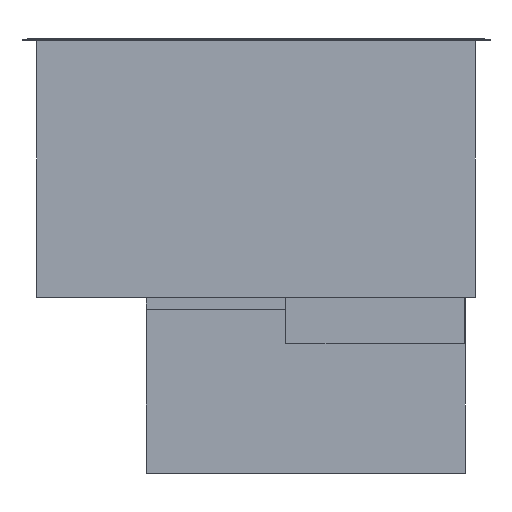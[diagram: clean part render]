
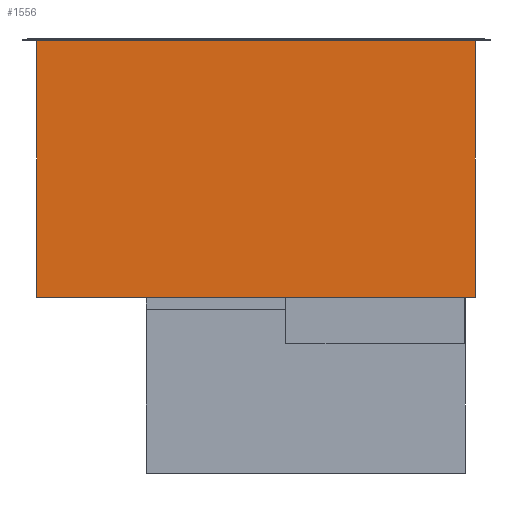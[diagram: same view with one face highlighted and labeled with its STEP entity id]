
A CAD part, left-side view. The second image highlights one B-rep face of the part: STEP entity #1556.
In plain terms, the highlighted planar face has unit normal (-1, 0, 0).
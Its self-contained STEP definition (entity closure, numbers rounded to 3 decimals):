
#98=FACE_OUTER_BOUND('',#192,.T.);
#192=EDGE_LOOP('',(#1213,#1214,#1215,#1216));
#359=LINE('',#2391,#561);
#360=LINE('',#2393,#562);
#361=LINE('',#2395,#563);
#362=LINE('',#2396,#564);
#561=VECTOR('',#1953,10.);
#562=VECTOR('',#1954,10.);
#563=VECTOR('',#1955,10.);
#564=VECTOR('',#1956,10.);
#727=VERTEX_POINT('',#2389);
#728=VERTEX_POINT('',#2390);
#729=VERTEX_POINT('',#2392);
#730=VERTEX_POINT('',#2394);
#903=EDGE_CURVE('',#727,#728,#359,.T.);
#904=EDGE_CURVE('',#728,#729,#360,.T.);
#905=EDGE_CURVE('',#730,#729,#361,.T.);
#906=EDGE_CURVE('',#727,#730,#362,.T.);
#1213=ORIENTED_EDGE('',*,*,#903,.T.);
#1214=ORIENTED_EDGE('',*,*,#904,.T.);
#1215=ORIENTED_EDGE('',*,*,#905,.F.);
#1216=ORIENTED_EDGE('',*,*,#906,.F.);
#1465=PLANE('',#1676);
#1556=ADVANCED_FACE('',(#98),#1465,.T.);
#1676=AXIS2_PLACEMENT_3D('',#2388,#1951,#1952);
#1951=DIRECTION('center_axis',(-1.,0.,0.));
#1952=DIRECTION('ref_axis',(0.,-1.,0.));
#1953=DIRECTION('',(0.,-1.,0.));
#1954=DIRECTION('',(0.,0.,1.));
#1955=DIRECTION('',(0.,-1.,0.));
#1956=DIRECTION('',(0.,0.,1.));
#2388=CARTESIAN_POINT('Origin',(-850.,330.,0.));
#2389=CARTESIAN_POINT('',(-850.,330.,0.));
#2390=CARTESIAN_POINT('',(-850.,-330.,0.));
#2391=CARTESIAN_POINT('',(-850.,330.,0.));
#2392=CARTESIAN_POINT('',(-850.,-330.,387.));
#2393=CARTESIAN_POINT('',(-850.,-330.,0.));
#2394=CARTESIAN_POINT('',(-850.,330.,387.));
#2395=CARTESIAN_POINT('',(-850.,330.,387.));
#2396=CARTESIAN_POINT('',(-850.,330.,0.));
